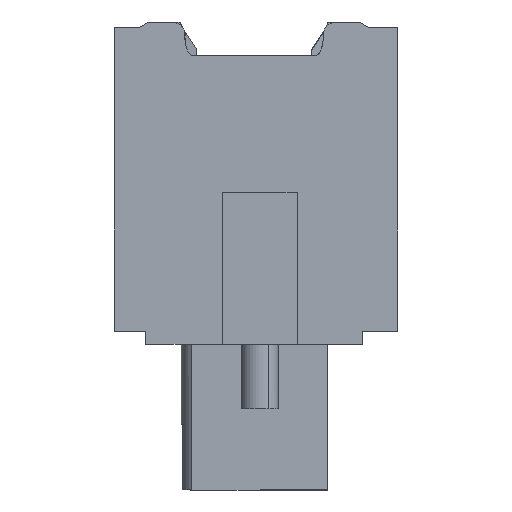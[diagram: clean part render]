
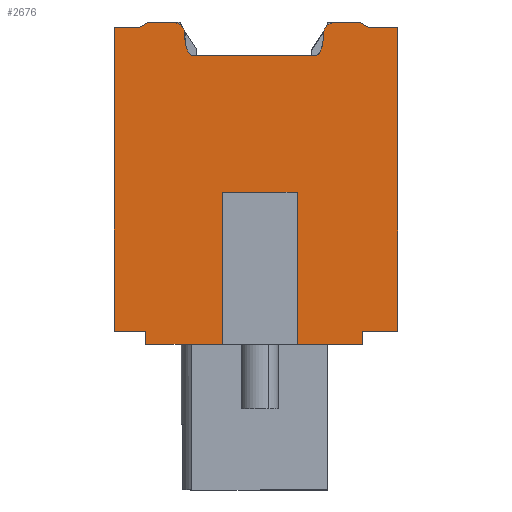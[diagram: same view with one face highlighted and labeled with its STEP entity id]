
A CAD part, left-side view. The second image highlights one B-rep face of the part: STEP entity #2676.
In plain terms, the highlighted planar face has unit normal (-1, 0, 0).
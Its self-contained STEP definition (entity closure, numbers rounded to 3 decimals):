
#875=AXIS2_PLACEMENT_3D('Circle Axis2P3D',#873,#874,$) ;
#923=AXIS2_PLACEMENT_3D('Circle Axis2P3D',#921,#922,$) ;
#2547=AXIS2_PLACEMENT_3D('Plane Axis2P3D',#2544,#2545,#2546) ;
#837=CARTESIAN_POINT('Vertex',(3.375,11.939,25.)) ;
#853=CARTESIAN_POINT('Vertex',(3.375,13.4,25.)) ;
#856=CARTESIAN_POINT('Line Origine',(3.375,8.675,25.)) ;
#873=CARTESIAN_POINT('Axis2P3D Location',(3.375,11.939,24.5)) ;
#877=CARTESIAN_POINT('Vertex',(3.375,11.439,24.525)) ;
#918=CARTESIAN_POINT('Vertex',(3.375,3.961,24.525)) ;
#921=CARTESIAN_POINT('Axis2P3D Location',(3.375,3.461,24.5)) ;
#925=CARTESIAN_POINT('Vertex',(3.375,3.461,25.)) ;
#959=CARTESIAN_POINT('Line Origine',(3.375,6.725,25.)) ;
#963=CARTESIAN_POINT('Vertex',(3.375,2.,25.)) ;
#990=CARTESIAN_POINT('Line Origine',(3.375,1.75,24.875)) ;
#994=CARTESIAN_POINT('Vertex',(3.375,1.5,24.75)) ;
#1065=CARTESIAN_POINT('Vertex',(3.375,13.9,24.75)) ;
#1068=CARTESIAN_POINT('Line Origine',(3.375,13.65,24.875)) ;
#1961=CARTESIAN_POINT('Vertex',(3.375,4.45,23.25)) ;
#1965=CARTESIAN_POINT('Control Point',(3.375,4.45,23.25)) ;
#1966=CARTESIAN_POINT('Control Point',(3.375,4.406,23.25)) ;
#1967=CARTESIAN_POINT('Control Point',(3.375,4.364,23.258)) ;
#1968=CARTESIAN_POINT('Control Point',(3.375,4.321,23.278)) ;
#1969=CARTESIAN_POINT('Control Point',(3.375,4.241,23.336)) ;
#1970=CARTESIAN_POINT('Control Point',(3.375,4.178,23.426)) ;
#1971=CARTESIAN_POINT('Control Point',(3.375,4.15,23.48)) ;
#1972=CARTESIAN_POINT('Control Point',(3.375,4.077,23.649)) ;
#1973=CARTESIAN_POINT('Control Point',(3.375,4.035,23.833)) ;
#1974=CARTESIAN_POINT('Control Point',(3.375,4.014,23.952)) ;
#1975=CARTESIAN_POINT('Control Point',(3.375,3.989,24.142)) ;
#1976=CARTESIAN_POINT('Control Point',(3.375,3.973,24.328)) ;
#1977=CARTESIAN_POINT('Control Point',(3.375,3.968,24.394)) ;
#1978=CARTESIAN_POINT('Control Point',(3.375,3.964,24.459)) ;
#1979=CARTESIAN_POINT('Control Point',(3.375,3.961,24.525)) ;
#2005=CARTESIAN_POINT('Control Point',(3.375,10.95,23.25)) ;
#2006=CARTESIAN_POINT('Control Point',(3.375,11.005,23.25)) ;
#2007=CARTESIAN_POINT('Control Point',(3.375,11.059,23.263)) ;
#2008=CARTESIAN_POINT('Control Point',(3.375,11.109,23.294)) ;
#2009=CARTESIAN_POINT('Control Point',(3.375,11.228,23.409)) ;
#2010=CARTESIAN_POINT('Control Point',(3.375,11.297,23.576)) ;
#2011=CARTESIAN_POINT('Control Point',(3.375,11.33,23.686)) ;
#2012=CARTESIAN_POINT('Control Point',(3.375,11.384,23.922)) ;
#2013=CARTESIAN_POINT('Control Point',(3.375,11.413,24.158)) ;
#2014=CARTESIAN_POINT('Control Point',(3.375,11.425,24.281)) ;
#2015=CARTESIAN_POINT('Control Point',(3.375,11.433,24.403)) ;
#2016=CARTESIAN_POINT('Control Point',(3.375,11.439,24.525)) ;
#2017=CARTESIAN_POINT('Vertex',(3.375,10.95,23.25)) ;
#2241=CARTESIAN_POINT('Line Origine',(3.375,0.75,24.75)) ;
#2245=CARTESIAN_POINT('Vertex',(3.375,0.,24.75)) ;
#2544=CARTESIAN_POINT('Axis2P3D Location',(3.375,15.2,7.8)) ;
#2549=CARTESIAN_POINT('Line Origine',(3.375,9.4,11.875)) ;
#2553=CARTESIAN_POINT('Vertex',(3.375,9.4,15.95)) ;
#2555=CARTESIAN_POINT('Vertex',(3.375,9.4,7.8)) ;
#2558=CARTESIAN_POINT('Line Origine',(3.375,7.4,15.95)) ;
#2562=CARTESIAN_POINT('Vertex',(3.375,5.4,15.95)) ;
#2565=CARTESIAN_POINT('Line Origine',(3.375,5.4,11.875)) ;
#2569=CARTESIAN_POINT('Vertex',(3.375,5.4,7.8)) ;
#2572=CARTESIAN_POINT('Line Origine',(3.375,3.65,7.8)) ;
#2576=CARTESIAN_POINT('Vertex',(3.375,1.9,7.8)) ;
#2579=CARTESIAN_POINT('Line Origine',(3.375,1.9,8.15)) ;
#2583=CARTESIAN_POINT('Vertex',(3.375,1.9,8.5)) ;
#2586=CARTESIAN_POINT('Line Origine',(3.375,1.55,8.5)) ;
#2590=CARTESIAN_POINT('Vertex',(3.375,1.2,8.5)) ;
#2593=CARTESIAN_POINT('Line Origine',(3.375,0.6,8.5)) ;
#2597=CARTESIAN_POINT('Vertex',(3.375,0.,8.5)) ;
#2600=CARTESIAN_POINT('Line Origine',(3.375,0.,16.625)) ;
#2605=CARTESIAN_POINT('Line Origine',(3.375,7.7,23.25)) ;
#2610=CARTESIAN_POINT('Line Origine',(3.375,14.55,24.75)) ;
#2614=CARTESIAN_POINT('Vertex',(3.375,15.2,24.75)) ;
#2617=CARTESIAN_POINT('Line Origine',(3.375,15.2,16.625)) ;
#2621=CARTESIAN_POINT('Vertex',(3.375,15.2,8.5)) ;
#2624=CARTESIAN_POINT('Line Origine',(3.375,14.6,8.5)) ;
#2628=CARTESIAN_POINT('Vertex',(3.375,14.,8.5)) ;
#2631=CARTESIAN_POINT('Line Origine',(3.375,13.75,8.5)) ;
#2635=CARTESIAN_POINT('Vertex',(3.375,13.5,8.5)) ;
#2638=CARTESIAN_POINT('Line Origine',(3.375,13.5,8.15)) ;
#2642=CARTESIAN_POINT('Vertex',(3.375,13.5,7.8)) ;
#2645=CARTESIAN_POINT('Line Origine',(3.375,11.45,7.8)) ;
#857=DIRECTION('Vector Direction',(0.,-1.,0.)) ;
#874=DIRECTION('Axis2P3D Direction',(1.,0.,0.)) ;
#922=DIRECTION('Axis2P3D Direction',(-1.,0.,0.)) ;
#960=DIRECTION('Vector Direction',(0.,1.,0.)) ;
#991=DIRECTION('Vector Direction',(0.,0.894,0.447)) ;
#1069=DIRECTION('Vector Direction',(0.,-0.894,0.447)) ;
#2242=DIRECTION('Vector Direction',(0.,1.,0.)) ;
#2545=DIRECTION('Axis2P3D Direction',(1.,0.,0.)) ;
#2546=DIRECTION('Axis2P3D XDirection',(0.,0.,1.)) ;
#2550=DIRECTION('Vector Direction',(0.,0.,-1.)) ;
#2559=DIRECTION('Vector Direction',(0.,1.,0.)) ;
#2566=DIRECTION('Vector Direction',(0.,0.,-1.)) ;
#2573=DIRECTION('Vector Direction',(0.,-1.,0.)) ;
#2580=DIRECTION('Vector Direction',(0.,0.,-1.)) ;
#2587=DIRECTION('Vector Direction',(0.,1.,0.)) ;
#2594=DIRECTION('Vector Direction',(0.,-1.,0.)) ;
#2601=DIRECTION('Vector Direction',(0.,0.,-1.)) ;
#2606=DIRECTION('Vector Direction',(0.,1.,0.)) ;
#2611=DIRECTION('Vector Direction',(0.,-1.,0.)) ;
#2618=DIRECTION('Vector Direction',(0.,0.,-1.)) ;
#2625=DIRECTION('Vector Direction',(0.,-1.,0.)) ;
#2632=DIRECTION('Vector Direction',(0.,1.,0.)) ;
#2639=DIRECTION('Vector Direction',(0.,0.,1.)) ;
#2646=DIRECTION('Vector Direction',(0.,-1.,0.)) ;
#858=VECTOR('Line Direction',#857,1.) ;
#961=VECTOR('Line Direction',#960,1.) ;
#992=VECTOR('Line Direction',#991,1.) ;
#1070=VECTOR('Line Direction',#1069,1.) ;
#2243=VECTOR('Line Direction',#2242,1.) ;
#2551=VECTOR('Line Direction',#2550,1.) ;
#2560=VECTOR('Line Direction',#2559,1.) ;
#2567=VECTOR('Line Direction',#2566,1.) ;
#2574=VECTOR('Line Direction',#2573,1.) ;
#2581=VECTOR('Line Direction',#2580,1.) ;
#2588=VECTOR('Line Direction',#2587,1.) ;
#2595=VECTOR('Line Direction',#2594,1.) ;
#2602=VECTOR('Line Direction',#2601,1.) ;
#2607=VECTOR('Line Direction',#2606,1.) ;
#2612=VECTOR('Line Direction',#2611,1.) ;
#2619=VECTOR('Line Direction',#2618,1.) ;
#2626=VECTOR('Line Direction',#2625,1.) ;
#2633=VECTOR('Line Direction',#2632,1.) ;
#2640=VECTOR('Line Direction',#2639,1.) ;
#2647=VECTOR('Line Direction',#2646,1.) ;
#2651=ORIENTED_EDGE('',*,*,#2557,.F.) ;
#2652=ORIENTED_EDGE('',*,*,#2564,.F.) ;
#2653=ORIENTED_EDGE('',*,*,#2571,.T.) ;
#2654=ORIENTED_EDGE('',*,*,#2578,.T.) ;
#2655=ORIENTED_EDGE('',*,*,#2585,.T.) ;
#2656=ORIENTED_EDGE('',*,*,#2592,.T.) ;
#2657=ORIENTED_EDGE('',*,*,#2599,.T.) ;
#2658=ORIENTED_EDGE('',*,*,#2604,.F.) ;
#2659=ORIENTED_EDGE('',*,*,#2247,.T.) ;
#2660=ORIENTED_EDGE('',*,*,#996,.T.) ;
#2661=ORIENTED_EDGE('',*,*,#965,.T.) ;
#2662=ORIENTED_EDGE('',*,*,#927,.T.) ;
#2663=ORIENTED_EDGE('',*,*,#1980,.F.) ;
#2664=ORIENTED_EDGE('',*,*,#2609,.T.) ;
#2665=ORIENTED_EDGE('',*,*,#2019,.F.) ;
#2666=ORIENTED_EDGE('',*,*,#879,.F.) ;
#2667=ORIENTED_EDGE('',*,*,#860,.F.) ;
#2668=ORIENTED_EDGE('',*,*,#1072,.F.) ;
#2669=ORIENTED_EDGE('',*,*,#2616,.F.) ;
#2670=ORIENTED_EDGE('',*,*,#2623,.T.) ;
#2671=ORIENTED_EDGE('',*,*,#2630,.T.) ;
#2672=ORIENTED_EDGE('',*,*,#2637,.T.) ;
#2673=ORIENTED_EDGE('',*,*,#2644,.T.) ;
#2674=ORIENTED_EDGE('',*,*,#2649,.T.) ;
#2676=ADVANCED_FACE('housing',(#2675),#2548,.F.) ;
#1964=B_SPLINE_CURVE_WITH_KNOTS('',5,(#1965,#1966,#1967,#1968,#1969,#1970,#1971,#1972,#1973,#1974,#1975,#1976,#1977,#1978,#1979),.UNSPECIFIED.,.F.,.U.,(6,3,3,3,6),(0.,0.307,0.698,1.499,1.937),.UNSPECIFIED.) ;
#2004=B_SPLINE_CURVE_WITH_KNOTS('',5,(#2005,#2006,#2007,#2008,#2009,#2010,#2011,#2012,#2013,#2014,#2015,#2016),.UNSPECIFIED.,.F.,.U.,(6,3,3,6),(0.,0.386,1.123,1.938),.UNSPECIFIED.) ;
#876=CIRCLE('generated circle',#875,0.5) ;
#924=CIRCLE('generated circle',#923,0.5) ;
#860=EDGE_CURVE('',#854,#838,#859,.T.) ;
#879=EDGE_CURVE('',#838,#878,#876,.T.) ;
#927=EDGE_CURVE('',#926,#919,#924,.T.) ;
#965=EDGE_CURVE('',#964,#926,#962,.T.) ;
#996=EDGE_CURVE('',#995,#964,#993,.T.) ;
#1072=EDGE_CURVE('',#1066,#854,#1071,.T.) ;
#1980=EDGE_CURVE('',#1962,#919,#1964,.T.) ;
#2019=EDGE_CURVE('',#878,#2018,#2004,.F.) ;
#2247=EDGE_CURVE('',#2246,#995,#2244,.T.) ;
#2557=EDGE_CURVE('',#2554,#2556,#2552,.T.) ;
#2564=EDGE_CURVE('',#2563,#2554,#2561,.T.) ;
#2571=EDGE_CURVE('',#2563,#2570,#2568,.T.) ;
#2578=EDGE_CURVE('',#2570,#2577,#2575,.T.) ;
#2585=EDGE_CURVE('',#2577,#2584,#2582,.F.) ;
#2592=EDGE_CURVE('',#2584,#2591,#2589,.F.) ;
#2599=EDGE_CURVE('',#2591,#2598,#2596,.T.) ;
#2604=EDGE_CURVE('',#2246,#2598,#2603,.T.) ;
#2609=EDGE_CURVE('',#1962,#2018,#2608,.T.) ;
#2616=EDGE_CURVE('',#2615,#1066,#2613,.T.) ;
#2623=EDGE_CURVE('',#2615,#2622,#2620,.T.) ;
#2630=EDGE_CURVE('',#2622,#2629,#2627,.T.) ;
#2637=EDGE_CURVE('',#2629,#2636,#2634,.F.) ;
#2644=EDGE_CURVE('',#2636,#2643,#2641,.F.) ;
#2649=EDGE_CURVE('',#2643,#2556,#2648,.T.) ;
#2650=EDGE_LOOP('',(#2651,#2652,#2653,#2654,#2655,#2656,#2657,#2658,#2659,#2660,#2661,#2662,#2663,#2664,#2665,#2666,#2667,#2668,#2669,#2670,#2671,#2672,#2673,#2674)) ;
#2675=FACE_OUTER_BOUND('',#2650,.T.) ;
#859=LINE('Line',#856,#858) ;
#962=LINE('Line',#959,#961) ;
#993=LINE('Line',#990,#992) ;
#1071=LINE('Line',#1068,#1070) ;
#2244=LINE('Line',#2241,#2243) ;
#2552=LINE('Line',#2549,#2551) ;
#2561=LINE('Line',#2558,#2560) ;
#2568=LINE('Line',#2565,#2567) ;
#2575=LINE('Line',#2572,#2574) ;
#2582=LINE('Line',#2579,#2581) ;
#2589=LINE('Line',#2586,#2588) ;
#2596=LINE('Line',#2593,#2595) ;
#2603=LINE('Line',#2600,#2602) ;
#2608=LINE('Line',#2605,#2607) ;
#2613=LINE('Line',#2610,#2612) ;
#2620=LINE('Line',#2617,#2619) ;
#2627=LINE('Line',#2624,#2626) ;
#2634=LINE('Line',#2631,#2633) ;
#2641=LINE('Line',#2638,#2640) ;
#2648=LINE('Line',#2645,#2647) ;
#2548=PLANE('',#2547) ;
#838=VERTEX_POINT('',#837) ;
#854=VERTEX_POINT('',#853) ;
#878=VERTEX_POINT('',#877) ;
#919=VERTEX_POINT('',#918) ;
#926=VERTEX_POINT('',#925) ;
#964=VERTEX_POINT('',#963) ;
#995=VERTEX_POINT('',#994) ;
#1066=VERTEX_POINT('',#1065) ;
#1962=VERTEX_POINT('',#1961) ;
#2018=VERTEX_POINT('',#2017) ;
#2246=VERTEX_POINT('',#2245) ;
#2554=VERTEX_POINT('',#2553) ;
#2556=VERTEX_POINT('',#2555) ;
#2563=VERTEX_POINT('',#2562) ;
#2570=VERTEX_POINT('',#2569) ;
#2577=VERTEX_POINT('',#2576) ;
#2584=VERTEX_POINT('',#2583) ;
#2591=VERTEX_POINT('',#2590) ;
#2598=VERTEX_POINT('',#2597) ;
#2615=VERTEX_POINT('',#2614) ;
#2622=VERTEX_POINT('',#2621) ;
#2629=VERTEX_POINT('',#2628) ;
#2636=VERTEX_POINT('',#2635) ;
#2643=VERTEX_POINT('',#2642) ;
